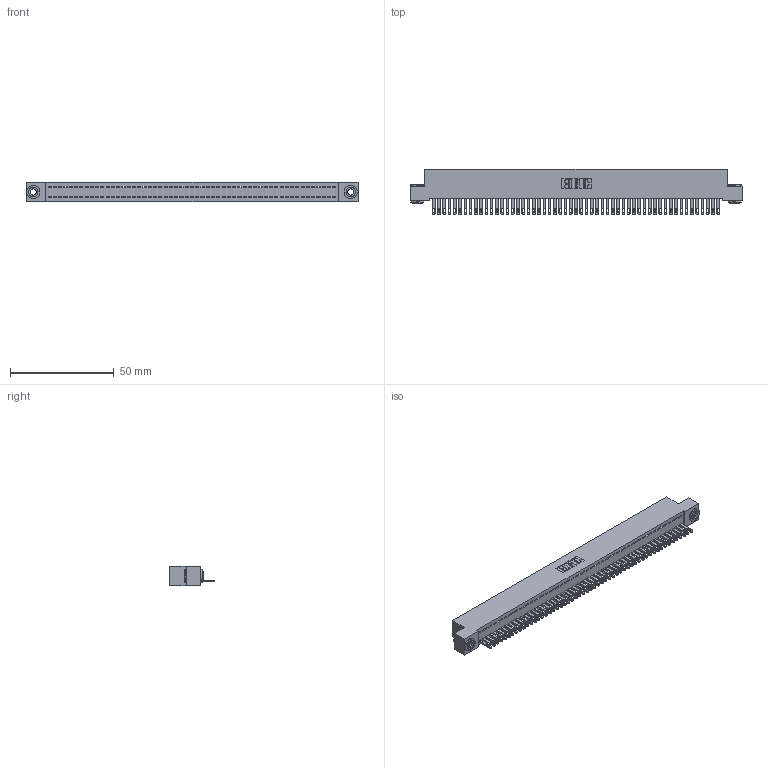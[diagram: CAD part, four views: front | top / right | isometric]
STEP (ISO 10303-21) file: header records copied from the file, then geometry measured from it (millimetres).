
FILE_DESCRIPTION (( 'STEP AP203' ), '1' );
FILE_NAME ('892-055-500-103.STEP', '2020-09-21T18:31:42', ( '' ), ( '' ), 'SwSTEP 2.0', 'SolidWorks 2020', '' );
FILE_SCHEMA (( 'CONFIG_CONTROL_DESIGN' ));
Length unit declared in the file: inch
Products named in the file (4): 342-250-002_345-250-002-102; 842 Part_.156 TH; 892-055-500-103; 345-292-001_345-293-100
Assembly tree (58 placements, depth 2):
  892-055-500-103
    842 Part_.156 TH
    345-292-001_345-293-100  x55
    342-250-002_345-250-002-102  x2
Bounding box: 160.02 x 21.85 x 9.4 mm (x, y, z)
Volume: 14135.3 mm3; surface area: 21334.2 mm2
Topology: 58 solids, 58 shells, 3118 faces, 9615 edges, 6406 vertices
Faces by surface type: plane 2056, cylinder 1054, cone 8
Entity records: 32390 total; most frequent: CARTESIAN_POINT 5562, ORIENTED_EDGE 5546, DIRECTION 4701, EDGE_CURVE 2773, LINE 2617, VECTOR 2617, VERTEX_POINT 1846, AXIS2_PLACEMENT_3D 1042
